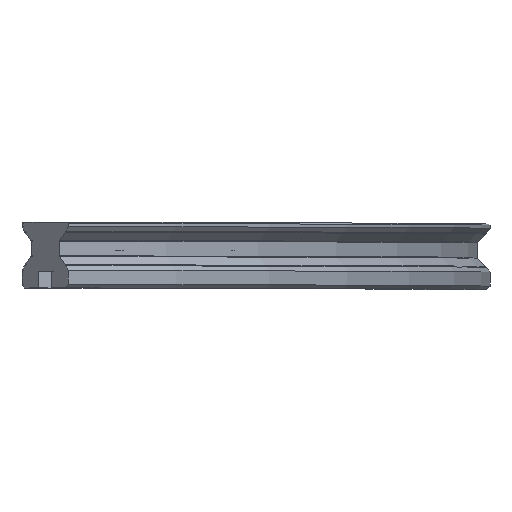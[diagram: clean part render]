
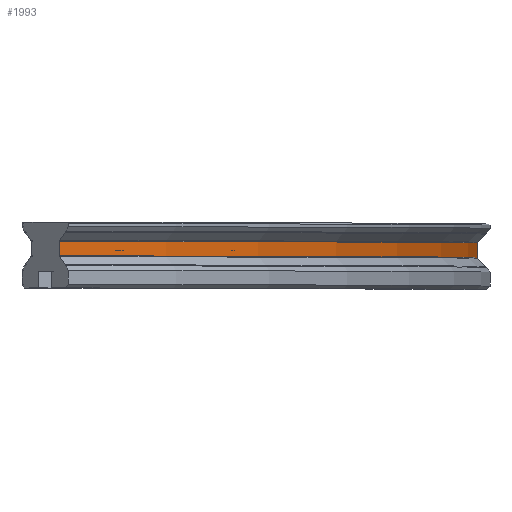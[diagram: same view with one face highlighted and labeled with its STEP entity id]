
A CAD part, top view. The second image highlights one B-rep face of the part: STEP entity #1993.
In plain terms, the highlighted cylindrical face has radius 608.5 mm (diameter 1217 mm), a partial arc.
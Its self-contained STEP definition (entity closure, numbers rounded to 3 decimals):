
#14 = LINE ( 'NONE', #1630, #2173 ) ;
#120 = CARTESIAN_POINT ( 'NONE',  ( -600., 0., 0. ) ) ;
#167 = ORIENTED_EDGE ( 'NONE', *, *, #1674, .F. ) ;
#289 = EDGE_LOOP ( 'NONE', ( #1309, #167, #1021, #2094 ) ) ;
#327 = VERTEX_POINT ( 'NONE', #702 ) ;
#350 = DIRECTION ( 'NONE',  ( 0.707, 0., 0.707 ) ) ;
#354 = CIRCLE ( 'NONE', #1595, 608.5 ) ;
#411 = LINE ( 'NONE', #1252, #2096 ) ;
#421 = VERTEX_POINT ( 'NONE', #1710 ) ;
#640 = AXIS2_PLACEMENT_3D ( 'NONE', #120, #2205, #1161 ) ;
#702 = CARTESIAN_POINT ( 'NONE',  ( -169.726, 13.707, 430.274 ) ) ;
#713 = DIRECTION ( 'NONE',  ( 0., 1., 0. ) ) ;
#782 = VERTEX_POINT ( 'NONE', #1355 ) ;
#865 = CYLINDRICAL_SURFACE ( 'NONE', #640, 608.5 ) ;
#914 = EDGE_CURVE ( 'NONE', #421, #782, #354, .T. ) ;
#1014 = DIRECTION ( 'NONE',  ( 0.707, 0., 0.707 ) ) ;
#1021 = ORIENTED_EDGE ( 'NONE', *, *, #1424, .T. ) ;
#1161 = DIRECTION ( 'NONE',  ( 0., 0., 1. ) ) ;
#1224 = DIRECTION ( 'NONE',  ( 0., 1., 0. ) ) ;
#1252 = CARTESIAN_POINT ( 'NONE',  ( 8.5, 13.707, 0. ) ) ;
#1254 = AXIS2_PLACEMENT_3D ( 'NONE', #1913, #1224, #350 ) ;
#1265 = DIRECTION ( 'NONE',  ( 0., 1., 0. ) ) ;
#1309 = ORIENTED_EDGE ( 'NONE', *, *, #914, .F. ) ;
#1355 = CARTESIAN_POINT ( 'NONE',  ( 8.5, 19.893, 0. ) ) ;
#1424 = EDGE_CURVE ( 'NONE', #327, #2045, #2044, .T. ) ;
#1442 = CARTESIAN_POINT ( 'NONE',  ( 8.5, 13.707, 0. ) ) ;
#1595 = AXIS2_PLACEMENT_3D ( 'NONE', #2241, #1860, #1014 ) ;
#1630 = CARTESIAN_POINT ( 'NONE',  ( -169.726, 13.707, 430.274 ) ) ;
#1674 = EDGE_CURVE ( 'NONE', #327, #421, #14, .T. ) ;
#1708 = EDGE_CURVE ( 'NONE', #2045, #782, #411, .T. ) ;
#1710 = CARTESIAN_POINT ( 'NONE',  ( -169.726, 19.893, 430.274 ) ) ;
#1742 = FACE_OUTER_BOUND ( 'NONE', #289, .T. ) ;
#1860 = DIRECTION ( 'NONE',  ( 0., 1., 0. ) ) ;
#1913 = CARTESIAN_POINT ( 'NONE',  ( -600., 13.707, 0. ) ) ;
#1993 = ADVANCED_FACE ( 'NONE', ( #1742 ), #865, .T. ) ;
#2044 = CIRCLE ( 'NONE', #1254, 608.5 ) ;
#2045 = VERTEX_POINT ( 'NONE', #1442 ) ;
#2094 = ORIENTED_EDGE ( 'NONE', *, *, #1708, .T. ) ;
#2096 = VECTOR ( 'NONE', #1265, 1000. ) ;
#2173 = VECTOR ( 'NONE', #713, 1000. ) ;
#2205 = DIRECTION ( 'NONE',  ( 0., 1., 0. ) ) ;
#2241 = CARTESIAN_POINT ( 'NONE',  ( -600., 19.893, 0. ) ) ;
